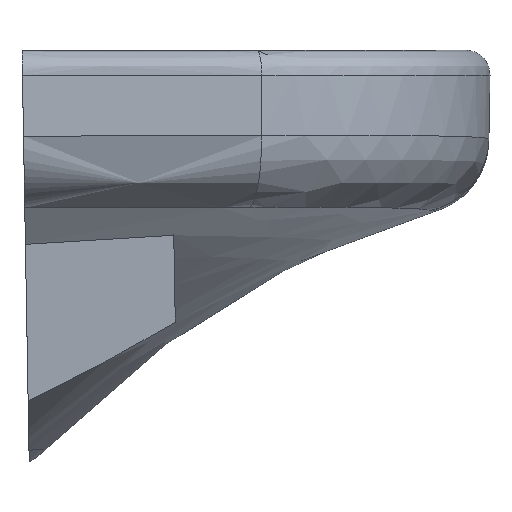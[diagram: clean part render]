
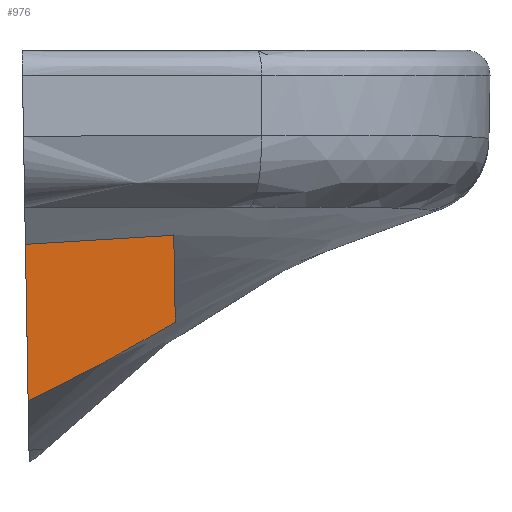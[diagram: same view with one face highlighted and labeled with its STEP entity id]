
A CAD part, left-side view. The second image highlights one B-rep face of the part: STEP entity #976.
In plain terms, the highlighted planar face has unit normal (-1, 0, -0.018).
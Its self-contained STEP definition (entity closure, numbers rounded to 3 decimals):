
#89 = B_SPLINE_CURVE_WITH_KNOTS ( 'NONE', 3,
 ( #1769, #1276, #1688, #510, #1901, #712 ),
 .UNSPECIFIED., .F., .F.,
 ( 4, 2, 4 ),
 ( 0., 0.002, 0.003 ),
 .UNSPECIFIED. ) ;
#181 = VECTOR ( 'NONE', #253, 1000. ) ;
#183 = EDGE_CURVE ( 'NONE', #215, #400, #1592, .T. ) ;
#215 = VERTEX_POINT ( 'NONE', #2509 ) ;
#253 = DIRECTION ( 'NONE',  ( 0., 1., 0. ) ) ;
#261 = DIRECTION ( 'NONE',  ( -1., 0., -0.017 ) ) ;
#400 = VERTEX_POINT ( 'NONE', #2107 ) ;
#453 = CARTESIAN_POINT ( 'NONE',  ( -12.048, -19.833, -13.45 ) ) ;
#497 = VERTEX_POINT ( 'NONE', #1290 ) ;
#510 = CARTESIAN_POINT ( 'NONE',  ( -11.985, -13.781, -17.055 ) ) ;
#653 = FACE_OUTER_BOUND ( 'NONE', #1758, .T. ) ;
#661 = ORIENTED_EDGE ( 'NONE', *, *, #986, .T. ) ;
#679 = VERTEX_POINT ( 'NONE', #1287 ) ;
#712 = CARTESIAN_POINT ( 'NONE',  ( -11.994, -14.756, -16.496 ) ) ;
#863 = ORIENTED_EDGE ( 'NONE', *, *, #1822, .T. ) ;
#976 = ADVANCED_FACE ( 'NONE', ( #653 ), #1429, .T. ) ;
#980 = ORIENTED_EDGE ( 'NONE', *, *, #1458, .F. ) ;
#986 = EDGE_CURVE ( 'NONE', #497, #215, #2366, .T. ) ;
#1173 = LINE ( 'NONE', #1668, #1655 ) ;
#1217 = CARTESIAN_POINT ( 'NONE',  ( -11.75, 3.135, -30.5 ) ) ;
#1276 = CARTESIAN_POINT ( 'NONE',  ( -11.971, -12.298, -17.855 ) ) ;
#1287 = CARTESIAN_POINT ( 'NONE',  ( -11.994, -14.756, -16.496 ) ) ;
#1290 = CARTESIAN_POINT ( 'NONE',  ( -12.048, -14.702, -13.45 ) ) ;
#1429 = PLANE ( 'NONE',  #1538 ) ;
#1458 = EDGE_CURVE ( 'NONE', #497, #679, #1173, .T. ) ;
#1538 = AXIS2_PLACEMENT_3D ( 'NONE', #1217, #261, #1634 ) ;
#1592 = LINE ( 'NONE', #2537, #2088 ) ;
#1634 = DIRECTION ( 'NONE',  ( -0.017, 0., 1. ) ) ;
#1655 = VECTOR ( 'NONE', #1874, 1000. ) ;
#1668 = CARTESIAN_POINT ( 'NONE',  ( -11.756, -14.994, -30.184 ) ) ;
#1688 = CARTESIAN_POINT ( 'NONE',  ( -11.975, -12.796, -17.594 ) ) ;
#1758 = EDGE_LOOP ( 'NONE', ( #2498, #863, #980, #661 ) ) ;
#1769 = CARTESIAN_POINT ( 'NONE',  ( -11.967, -11.783, -18.083 ) ) ;
#1822 = EDGE_CURVE ( 'NONE', #400, #679, #89, .T. ) ;
#1874 = DIRECTION ( 'NONE',  ( 0.017, -0.017, -1. ) ) ;
#1901 = CARTESIAN_POINT ( 'NONE',  ( -11.99, -14.268, -16.775 ) ) ;
#1951 = DIRECTION ( 'NONE',  ( 0.017, -0.017, -1. ) ) ;
#2088 = VECTOR ( 'NONE', #1951, 1000. ) ;
#2107 = CARTESIAN_POINT ( 'NONE',  ( -11.967, -11.783, -18.083 ) ) ;
#2366 = LINE ( 'NONE', #453, #181 ) ;
#2498 = ORIENTED_EDGE ( 'NONE', *, *, #183, .T. ) ;
#2509 = CARTESIAN_POINT ( 'NONE',  ( -12.048, -11.702, -13.45 ) ) ;
#2537 = CARTESIAN_POINT ( 'NONE',  ( -11.751, -11.999, -30.418 ) ) ;
